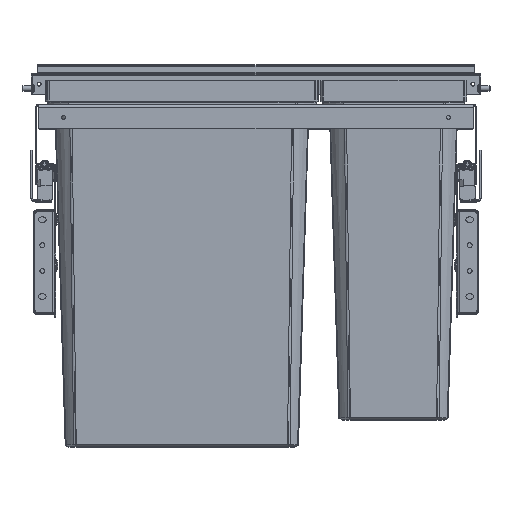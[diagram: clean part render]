
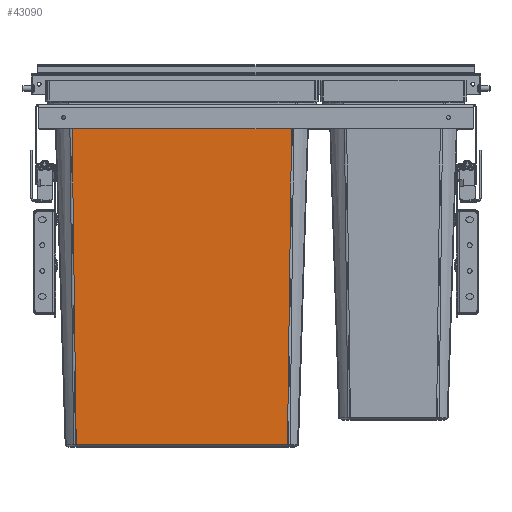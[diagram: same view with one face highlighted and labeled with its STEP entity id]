
A CAD part, top view. The second image highlights one B-rep face of the part: STEP entity #43090.
In plain terms, the highlighted planar face has unit normal (0, -0.031, 1).
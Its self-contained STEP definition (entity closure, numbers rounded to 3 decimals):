
#9275=EDGE_CURVE('9831',#21749,#21746,#21750,.T.);
#9315=EDGE_CURVE('9763',#21746,#21804,#21807,.T.);
#9317=EDGE_CURVE('9815',#21809,#21804,#21810,.T.);
#9319=EDGE_CURVE('9774',#21749,#21809,#21812,.T.);
#21746=VERTEX_POINT('',#41683);
#21749=VERTEX_POINT('',#41694);
#21750=LINE('',#41695,#41696);
#21804=VERTEX_POINT('',#41873);
#21807=B_SPLINE_CURVE_WITH_KNOTS('',3,(#41883,#41884,#41885,#41886,#41887,#41888),.UNSPECIFIED.,.F.,.F.,(4,1,1,4),(0.0,0.333,0.667,1.0),.UNSPECIFIED.);
#21809=VERTEX_POINT('',#41891);
#21810=LINE('',#41892,#41893);
#21812=B_SPLINE_CURVE_WITH_KNOTS('',3,(#41896,#41897,#41898,#41899,#41900,#41901),.UNSPECIFIED.,.F.,.F.,(4,1,1,4),(0.0,0.333,0.667,1.0),.UNSPECIFIED.);
#41683=CARTESIAN_POINT('',(-229.979,9.8,-14.179));
#41694=CARTESIAN_POINT('',(44.878,9.8,-14.179));
#41695=CARTESIAN_POINT('',(44.878,9.8,-14.179));
#41696=VECTOR('',#66602,274.858);
#41873=CARTESIAN_POINT('',(-224.369,-424.329,-27.711));
#41883=CARTESIAN_POINT('',(-229.979,9.8,-14.179));
#41884=CARTESIAN_POINT('',(-229.301,-43.452,-15.839));
#41885=CARTESIAN_POINT('',(-227.984,-146.6,-19.054));
#41886=CARTESIAN_POINT('',(-226.131,-290.306,-23.533));
#41887=CARTESIAN_POINT('',(-224.948,-380.668,-26.35));
#41888=CARTESIAN_POINT('',(-224.369,-424.329,-27.711));
#41891=CARTESIAN_POINT('',(39.269,-424.329,-27.711));
#41892=CARTESIAN_POINT('',(39.269,-424.329,-27.711));
#41893=VECTOR('',#66609,263.639);
#41896=CARTESIAN_POINT('',(44.878,9.8,-14.179));
#41897=CARTESIAN_POINT('',(44.201,-43.453,-15.839));
#41898=CARTESIAN_POINT('',(42.883,-146.602,-19.054));
#41899=CARTESIAN_POINT('',(41.031,-290.308,-23.534));
#41900=CARTESIAN_POINT('',(39.848,-380.668,-26.35));
#41901=CARTESIAN_POINT('',(39.269,-424.329,-27.711));
#43090=ADVANCED_FACE('7140',(#66962),#66963,.T.);
#66602=DIRECTION('',(-1.0,0.0,0.0));
#66609=DIRECTION('',(-1.0,0.,0.0));
#66962=FACE_OUTER_BOUND('',#85479,.T.);
#66963=PLANE('',#85480);
#85479=EDGE_LOOP('',(#100611,#100612,#100613,#100614));
#85480=AXIS2_PLACEMENT_3D('',#100615,#100616,#100617);
#100611=ORIENTED_EDGE('',*,*,#9317,.F.);
#100612=ORIENTED_EDGE('',*,*,#9319,.F.);
#100613=ORIENTED_EDGE('',*,*,#9275,.T.);
#100614=ORIENTED_EDGE('',*,*,#9315,.T.);
#100615=CARTESIAN_POINT('',(-92.55,-197.469,-20.64));
#100616=DIRECTION('',(0.0,-0.031,1.));
#100617=DIRECTION('',(-1.0,0.0,0.0));
